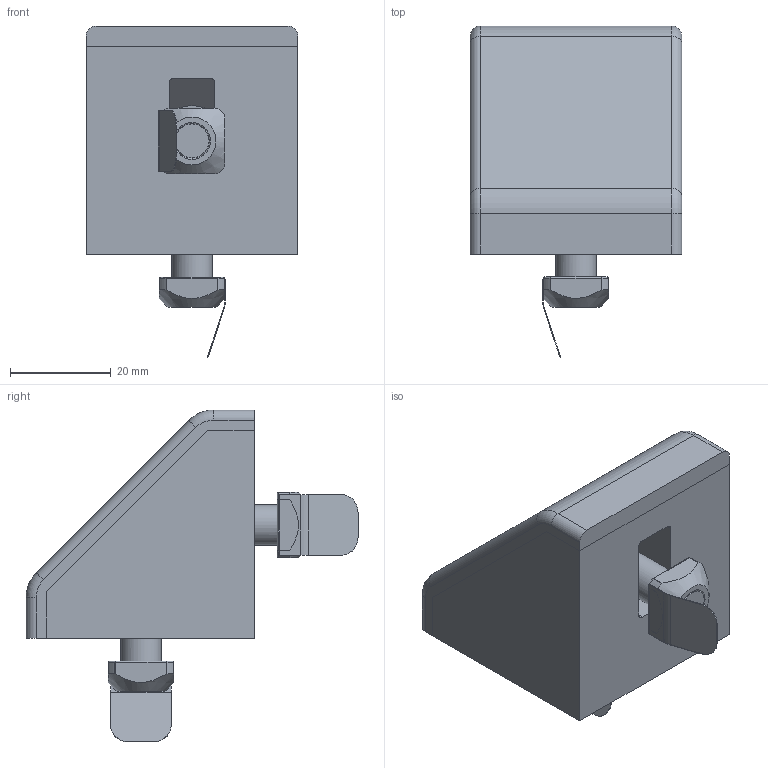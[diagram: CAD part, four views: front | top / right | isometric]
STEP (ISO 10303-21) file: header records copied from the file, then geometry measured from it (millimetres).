
FILE_DESCRIPTION(('STEP AP203'),'1');
FILE_NAME('FIXE08N1076.stp','2023-10-23T13:09:37',(' '),(' '),'Spatial InterOp 3D',' ',' ');
FILE_SCHEMA(('CONFIG_CONTROL_DESIGN'));
Length unit declared in the file: millimetre
Products named in the file (9): Kit Equerre 8 45x45x45 Al brut; Cache Cache 10 45x45 noir; Equerre 8 45x45x45 Al brut; Kit de fixation; Vis BHC - M8x20; Ecrou carré languette 8 45 M8
Assembly tree (10 placements, depth 4):
  Kit Equerre 8 45x45x45 Al brut
    Cache Cache 10 45x45 noir
    Equerre 8 45x45x45 Al brut
    Kit de fixation
      Vis BHC - M8x20
      Ecrou carré languette 8 45 M8
        Ecrou carré languette 8 45 M8
        Ecrou carré languette 8 45 M8
    Kit de fixation
      Vis BHC - M8x20
      Ecrou carré languette 8 45 M8
        Ecrou carré languette 8 45 M8
        Ecrou carré languette 8 45 M8
Bounding box: 42 x 65.85 x 65.85 mm (x, y, z)
Volume: 44986.4 mm3; surface area: 20766.9 mm2
Topology: 8 solids, 8 shells, 178 faces, 429 edges, 254 vertices
Faces by surface type: plane 75, cylinder 63, sphere 18, torus 16, cone 6
Full cylindrical faces by diameter (mm): 6.8 x2, 8 x4
Entity records: 4831 total; most frequent: CARTESIAN_POINT 715, DIRECTION 587, ORIENTED_EDGE 516, EDGE_CURVE 258, AXIS2_PLACEMENT_3D 220, PROPERTY_DEFINITION_REPRESENTATION 169, GENERAL_PROPERTY_ASSOCIATION 169, PROPERTY_DEFINITION 169
